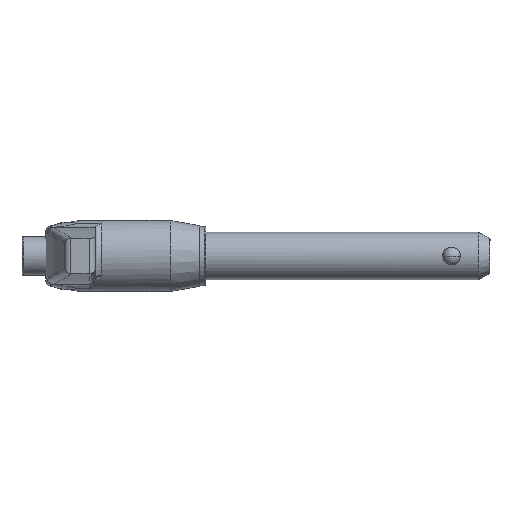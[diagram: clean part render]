
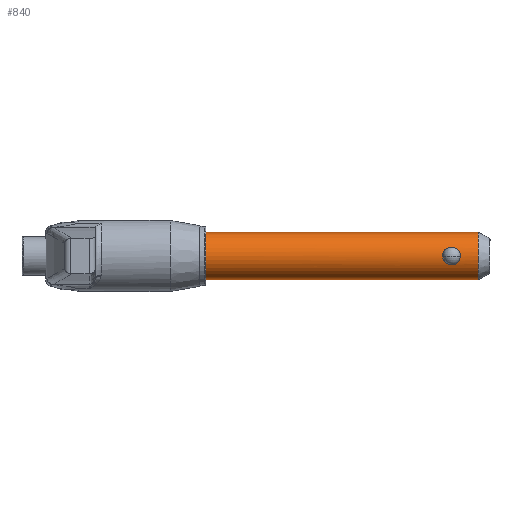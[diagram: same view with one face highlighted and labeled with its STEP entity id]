
A CAD part, left-side view. The second image highlights one B-rep face of the part: STEP entity #840.
In plain terms, the highlighted cylindrical face has radius 4 mm (diameter 8 mm), a partial arc.
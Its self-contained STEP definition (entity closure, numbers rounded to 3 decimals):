
#43 = CARTESIAN_POINT ( 'NONE',  ( -54.95, 0., 0. ) ) ;
#75 = AXIS2_PLACEMENT_3D ( 'NONE', #4132, #747, #3827 ) ;
#100 = ORIENTED_EDGE ( 'NONE', *, *, #2827, .T. ) ;
#309 = DIRECTION ( 'NONE',  ( -1., 0., 0. ) ) ;
#318 = CARTESIAN_POINT ( 'NONE',  ( -48.999, -3.982, -0.392 ) ) ;
#362 = CARTESIAN_POINT ( 'NONE',  ( -49.027, -3.971, -0.486 ) ) ;
#379 = B_SPLINE_CURVE_WITH_KNOTS ( 'NONE', 3,
 ( #2262, #3615, #586, #1937, #2610, #3973, #3727, #2388, #2104, #2784, #3458, #3417, #393, #693, #1087, #2409, #1735, #4055, #3771, #2743, #4076, #3753, #737, #436 ),
 .UNSPECIFIED., .F., .F.,
 ( 4, 2, 2, 2, 2, 2, 2, 2, 2, 2, 2, 4 ),
 ( 0.005, 0.005, 0.006, 0.006, 0.007, 0.007, 0.007, 0.008, 0.008, 0.009, 0.009, 0.009 ),
 .UNSPECIFIED. ) ;
#383 = CARTESIAN_POINT ( 'NONE',  ( -49.459, -3.838, -1.13 ) ) ;
#393 = CARTESIAN_POINT ( 'NONE',  ( -51.95, -4., -0.098 ) ) ;
#436 = CARTESIAN_POINT ( 'NONE',  ( -50.45, -3.708, 1.5 ) ) ;
#468 = ORIENTED_EDGE ( 'NONE', *, *, #2974, .T. ) ;
#476 = B_SPLINE_CURVE_WITH_KNOTS ( 'NONE', 3,
 ( #1654, #2350, #4063, #1349, #1985, #3672, #3340, #3358, #724, #2397, #3694, #1325, #3759, #2369, #3739, #318, #362, #2006, #3404, #3379, #2069, #383, #1012, #2664, #1722, #4023, #988, #3072 ),
 .UNSPECIFIED., .F., .F.,
 ( 4, 2, 2, 2, 2, 2, 2, 2, 2, 2, 2, 2, 2, 4 ),
 ( 0., 0., 0.001, 0.001, 0.002, 0.002, 0.002, 0.003, 0.003, 0.003, 0.004, 0.004, 0.004, 0.005 ),
 .UNSPECIFIED. ) ;
#490 = CIRCLE ( 'NONE', #2455, 4. ) ;
#586 = CARTESIAN_POINT ( 'NONE',  ( -50.846, -3.725, -1.46 ) ) ;
#653 = CARTESIAN_POINT ( 'NONE',  ( -50.45, -3.708, 1.5 ) ) ;
#693 = CARTESIAN_POINT ( 'NONE',  ( -51.95, -4., 0.198 ) ) ;
#724 = CARTESIAN_POINT ( 'NONE',  ( -49.141, -3.932, 0.758 ) ) ;
#737 = CARTESIAN_POINT ( 'NONE',  ( -50.65, -3.708, 1.5 ) ) ;
#747 = DIRECTION ( 'NONE',  ( -1., 0., 0. ) ) ;
#836 = AXIS2_PLACEMENT_3D ( 'NONE', #1498, #1207, #2790 ) ;
#840 = ADVANCED_FACE ( 'NONE', ( #1146, #2116 ), #3488, .T. ) ;
#931 = VERTEX_POINT ( 'NONE', #3137 ) ;
#988 = CARTESIAN_POINT ( 'NONE',  ( -50.253, -3.708, -1.5 ) ) ;
#1012 = CARTESIAN_POINT ( 'NONE',  ( -49.534, -3.819, -1.192 ) ) ;
#1086 = DIRECTION ( 'NONE',  ( -1., 0., 0. ) ) ;
#1087 = CARTESIAN_POINT ( 'NONE',  ( -51.91, -3.984, 0.397 ) ) ;
#1146 = FACE_OUTER_BOUND ( 'NONE', #1842, .T. ) ;
#1207 = DIRECTION ( 'NONE',  ( -1., 0., 0. ) ) ;
#1222 = ORIENTED_EDGE ( 'NONE', *, *, #3996, .T. ) ;
#1294 = CARTESIAN_POINT ( 'NONE',  ( -54.95, 0., -4. ) ) ;
#1325 = CARTESIAN_POINT ( 'NONE',  ( -48.96, -3.996, 0.198 ) ) ;
#1349 = CARTESIAN_POINT ( 'NONE',  ( -50.059, -3.727, 1.451 ) ) ;
#1384 = DIRECTION ( 'NONE',  ( 0., 0., 1. ) ) ;
#1498 = CARTESIAN_POINT ( 'NONE',  ( -8.95, 0., 0. ) ) ;
#1575 = ORIENTED_EDGE ( 'NONE', *, *, #3028, .T. ) ;
#1654 = CARTESIAN_POINT ( 'NONE',  ( -50.45, -3.708, 1.5 ) ) ;
#1722 = CARTESIAN_POINT ( 'NONE',  ( -49.783, -3.766, -1.347 ) ) ;
#1730 = LINE ( 'NONE', #1973, #3166 ) ;
#1735 = CARTESIAN_POINT ( 'NONE',  ( -51.648, -3.894, 0.924 ) ) ;
#1776 = VERTEX_POINT ( 'NONE', #3485 ) ;
#1802 = VERTEX_POINT ( 'NONE', #1833 ) ;
#1833 = CARTESIAN_POINT ( 'NONE',  ( -54.95, 0., 4. ) ) ;
#1842 = EDGE_LOOP ( 'NONE', ( #2772, #1222, #468, #2752 ) ) ;
#1937 = CARTESIAN_POINT ( 'NONE',  ( -51.118, -3.767, -1.347 ) ) ;
#1973 = CARTESIAN_POINT ( 'NONE',  ( -56.95, 0., -4. ) ) ;
#1978 = LINE ( 'NONE', #4037, #3101 ) ;
#1985 = CARTESIAN_POINT ( 'NONE',  ( -49.963, -3.739, 1.422 ) ) ;
#2006 = CARTESIAN_POINT ( 'NONE',  ( -49.104, -3.945, -0.669 ) ) ;
#2069 = CARTESIAN_POINT ( 'NONE',  ( -49.321, -3.875, -0.993 ) ) ;
#2104 = CARTESIAN_POINT ( 'NONE',  ( -51.759, -3.932, -0.758 ) ) ;
#2116 = FACE_BOUND ( 'NONE', #3919, .T. ) ;
#2262 = CARTESIAN_POINT ( 'NONE',  ( -50.45, -3.708, -1.5 ) ) ;
#2350 = CARTESIAN_POINT ( 'NONE',  ( -50.35, -3.708, 1.5 ) ) ;
#2364 = EDGE_CURVE ( 'NONE', #3560, #1802, #490, .T. ) ;
#2369 = CARTESIAN_POINT ( 'NONE',  ( -48.95, -4., -0.098 ) ) ;
#2388 = CARTESIAN_POINT ( 'NONE',  ( -51.65, -3.895, -0.922 ) ) ;
#2397 = CARTESIAN_POINT ( 'NONE',  ( -49.028, -3.971, 0.487 ) ) ;
#2409 = CARTESIAN_POINT ( 'NONE',  ( -51.759, -3.932, 0.759 ) ) ;
#2430 = VERTEX_POINT ( 'NONE', #2731 ) ;
#2455 = AXIS2_PLACEMENT_3D ( 'NONE', #43, #1086, #1384 ) ;
#2610 = CARTESIAN_POINT ( 'NONE',  ( -51.205, -3.783, -1.3 ) ) ;
#2664 = CARTESIAN_POINT ( 'NONE',  ( -49.696, -3.783, -1.3 ) ) ;
#2731 = CARTESIAN_POINT ( 'NONE',  ( -50.45, -3.708, -1.5 ) ) ;
#2743 = CARTESIAN_POINT ( 'NONE',  ( -51.203, -3.783, 1.301 ) ) ;
#2752 = ORIENTED_EDGE ( 'NONE', *, *, #2364, .F. ) ;
#2772 = ORIENTED_EDGE ( 'NONE', *, *, #3646, .F. ) ;
#2784 = CARTESIAN_POINT ( 'NONE',  ( -51.873, -3.971, -0.485 ) ) ;
#2790 = DIRECTION ( 'NONE',  ( 0., 0., 1. ) ) ;
#2827 = EDGE_CURVE ( 'NONE', #3798, #2430, #476, .T. ) ;
#2974 = EDGE_CURVE ( 'NONE', #1776, #1802, #1978, .T. ) ;
#3028 = EDGE_CURVE ( 'NONE', #2430, #3798, #379, .T. ) ;
#3072 = CARTESIAN_POINT ( 'NONE',  ( -50.45, -3.708, -1.5 ) ) ;
#3101 = VECTOR ( 'NONE', #309, 1000. ) ;
#3137 = CARTESIAN_POINT ( 'NONE',  ( -8.95, 0., -4. ) ) ;
#3166 = VECTOR ( 'NONE', #4342, 1000. ) ;
#3340 = CARTESIAN_POINT ( 'NONE',  ( -49.526, -3.819, 1.198 ) ) ;
#3358 = CARTESIAN_POINT ( 'NONE',  ( -49.252, -3.895, 0.923 ) ) ;
#3379 = CARTESIAN_POINT ( 'NONE',  ( -49.259, -3.894, -0.917 ) ) ;
#3404 = CARTESIAN_POINT ( 'NONE',  ( -49.15, -3.929, -0.755 ) ) ;
#3417 = CARTESIAN_POINT ( 'NONE',  ( -51.94, -3.996, -0.199 ) ) ;
#3450 = CIRCLE ( 'NONE', #836, 4. ) ;
#3458 = CARTESIAN_POINT ( 'NONE',  ( -51.901, -3.982, -0.392 ) ) ;
#3485 = CARTESIAN_POINT ( 'NONE',  ( -8.95, 0., 4. ) ) ;
#3488 = CYLINDRICAL_SURFACE ( 'NONE', #75, 4. ) ;
#3560 = VERTEX_POINT ( 'NONE', #1294 ) ;
#3615 = CARTESIAN_POINT ( 'NONE',  ( -50.647, -3.708, -1.5 ) ) ;
#3646 = EDGE_CURVE ( 'NONE', #931, #3560, #1730, .T. ) ;
#3672 = CARTESIAN_POINT ( 'NONE',  ( -49.691, -3.781, 1.309 ) ) ;
#3694 = CARTESIAN_POINT ( 'NONE',  ( -48.999, -3.982, 0.392 ) ) ;
#3727 = CARTESIAN_POINT ( 'NONE',  ( -51.442, -3.838, -1.13 ) ) ;
#3739 = CARTESIAN_POINT ( 'NONE',  ( -48.96, -3.996, -0.199 ) ) ;
#3753 = CARTESIAN_POINT ( 'NONE',  ( -50.844, -3.725, 1.461 ) ) ;
#3759 = CARTESIAN_POINT ( 'NONE',  ( -48.95, -4., 0.1 ) ) ;
#3771 = CARTESIAN_POINT ( 'NONE',  ( -51.365, -3.818, 1.193 ) ) ;
#3798 = VERTEX_POINT ( 'NONE', #653 ) ;
#3827 = DIRECTION ( 'NONE',  ( 0., 0., 1. ) ) ;
#3919 = EDGE_LOOP ( 'NONE', ( #100, #1575 ) ) ;
#3973 = CARTESIAN_POINT ( 'NONE',  ( -51.367, -3.819, -1.191 ) ) ;
#3996 = EDGE_CURVE ( 'NONE', #931, #1776, #3450, .T. ) ;
#4023 = CARTESIAN_POINT ( 'NONE',  ( -50.054, -3.725, -1.46 ) ) ;
#4037 = CARTESIAN_POINT ( 'NONE',  ( -56.95, 0., 4. ) ) ;
#4055 = CARTESIAN_POINT ( 'NONE',  ( -51.441, -3.838, 1.13 ) ) ;
#4063 = CARTESIAN_POINT ( 'NONE',  ( -50.252, -3.712, 1.49 ) ) ;
#4076 = CARTESIAN_POINT ( 'NONE',  ( -51.117, -3.767, 1.347 ) ) ;
#4132 = CARTESIAN_POINT ( 'NONE',  ( -56.95, 0., 0. ) ) ;
#4342 = DIRECTION ( 'NONE',  ( -1., 0., 0. ) ) ;
